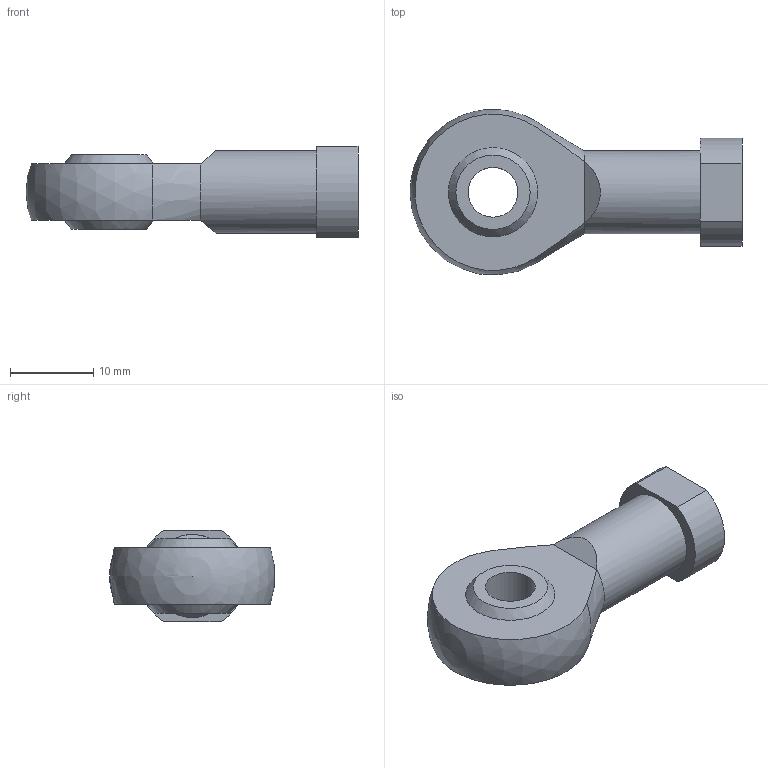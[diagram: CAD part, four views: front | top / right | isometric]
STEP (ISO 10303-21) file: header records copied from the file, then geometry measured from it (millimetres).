
FILE_DESCRIPTION(/* description */ ('Alibre Inc.'),/* implementation_level */ '2;1');
FILE_NAME(/* name */ 'export-0352CCA4-FD12-4881-BC77-C70F741E0D70',/* time_stamp */ '2021-04-16T12:28:25+02:00',/* author */ (''),/* organization */ (''),/* preprocessor_version */ 'ST-DEVELOPER v17',/* originating_system */ 'Alibre',/* authorisation */ '');
FILE_SCHEMA (('AUTOMOTIVE_DESIGN'));
Length unit declared in the file: millimetre
Products named in the file (1): _W0950120025-11
Bounding box: 40 x 19.88 x 11 mm (x, y, z)
Volume: 3519.9 mm3; surface area: 2164.3 mm2
Topology: 1 solids, 1 shells, 22 faces, 47 edges, 31 vertices
Faces by surface type: plane 10, cylinder 5, cone 4, sphere 3
Full cylindrical faces by diameter (mm): 4.917 x1, 6 x1, 10 x1
Entity records: 633 total; most frequent: CARTESIAN_POINT 106, DIRECTION 101, ORIENTED_EDGE 90, AXIS2_PLACEMENT_3D 48, EDGE_CURVE 45, VERTEX_POINT 31, EDGE_LOOP 30, FACE_BOUND 30
